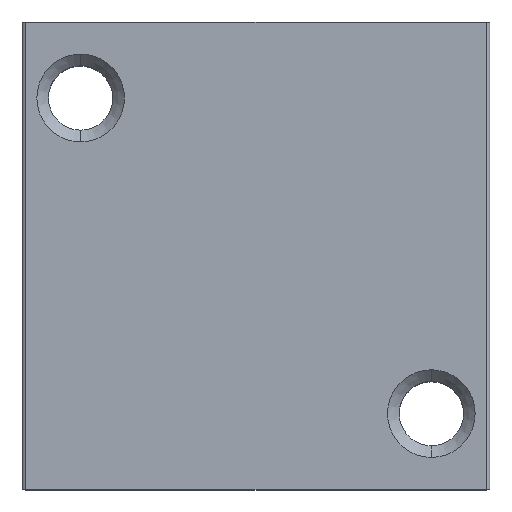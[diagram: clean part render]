
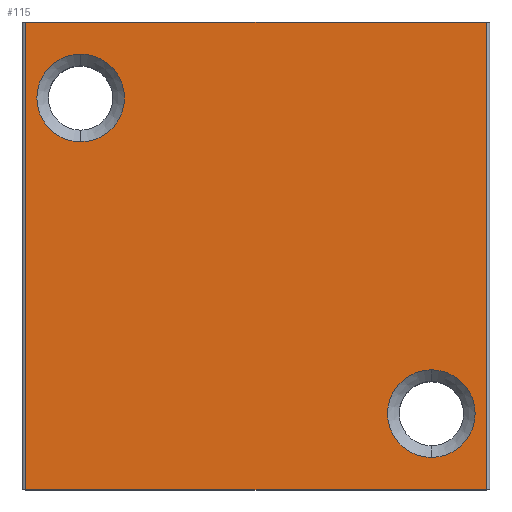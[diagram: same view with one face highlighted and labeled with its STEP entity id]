
A CAD part, top view. The second image highlights one B-rep face of the part: STEP entity #115.
In plain terms, the highlighted planar face has unit normal (0, 0, 1).
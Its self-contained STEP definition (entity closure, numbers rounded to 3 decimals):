
#115=ADVANCED_FACE('',(#239,#240,#241),#242,.T.);
#239=FACE_OUTER_BOUND('',#368,.T.);
#240=FACE_BOUND('',#369,.T.);
#241=FACE_BOUND('',#370,.T.);
#242=PLANE('',#371);
#368=EDGE_LOOP('',(#663,#664,#665,#666));
#369=EDGE_LOOP('',(#667,#668,#669));
#370=EDGE_LOOP('',(#670,#671,#672));
#371=AXIS2_PLACEMENT_3D('',#673,#674,#675);
#663=ORIENTED_EDGE('',*,*,#841,.T.);
#664=ORIENTED_EDGE('',*,*,#823,.T.);
#665=ORIENTED_EDGE('',*,*,#924,.T.);
#666=ORIENTED_EDGE('',*,*,#925,.T.);
#667=ORIENTED_EDGE('',*,*,#926,.T.);
#668=ORIENTED_EDGE('',*,*,#927,.T.);
#669=ORIENTED_EDGE('',*,*,#928,.T.);
#670=ORIENTED_EDGE('',*,*,#929,.T.);
#671=ORIENTED_EDGE('',*,*,#912,.T.);
#672=ORIENTED_EDGE('',*,*,#930,.T.);
#673=CARTESIAN_POINT('',(0.0,0.0,20.0));
#674=DIRECTION('',(0.0,0.0,1.0));
#675=DIRECTION('',(1.0,-0.0,0.0));
#823=EDGE_CURVE('',#991,#999,#1001,.T.);
#841=EDGE_CURVE('',#1032,#991,#1033,.T.);
#912=EDGE_CURVE('',#1137,#1135,#1138,.T.);
#924=EDGE_CURVE('',#999,#1152,#1153,.T.);
#925=EDGE_CURVE('',#1152,#1032,#1154,.T.);
#926=EDGE_CURVE('',#1155,#1156,#1157,.T.);
#927=EDGE_CURVE('',#1156,#1158,#1159,.T.);
#928=EDGE_CURVE('',#1158,#1155,#1160,.T.);
#929=EDGE_CURVE('',#1161,#1137,#1162,.T.);
#930=EDGE_CURVE('',#1135,#1161,#1163,.T.);
#991=VERTEX_POINT('',#1231);
#999=VERTEX_POINT('',#1241);
#1001=LINE('',#1243,#1244);
#1032=VERTEX_POINT('',#1279);
#1033=LINE('',#1280,#1281);
#1135=VERTEX_POINT('',#1403);
#1137=VERTEX_POINT('',#1406);
#1138=CIRCLE('',#1407,3.75);
#1152=VERTEX_POINT('',#1423);
#1153=LINE('',#1424,#1425);
#1154=LINE('',#1426,#1427);
#1155=VERTEX_POINT('',#1428);
#1156=VERTEX_POINT('',#1429);
#1157=CIRCLE('',#1430,3.75);
#1158=VERTEX_POINT('',#1431);
#1159=CIRCLE('',#1432,3.75);
#1160=CIRCLE('',#1433,3.75);
#1161=VERTEX_POINT('',#1434);
#1162=CIRCLE('',#1435,3.75);
#1163=CIRCLE('',#1436,3.75);
#1231=CARTESIAN_POINT('',(-19.7,-20.0,20.0));
#1241=CARTESIAN_POINT('',(19.7,-20.0,20.0));
#1243=CARTESIAN_POINT('',(-19.7,-20.0,20.0));
#1244=VECTOR('',#1514,39.4);
#1279=CARTESIAN_POINT('',(-19.7,20.0,20.0));
#1280=CARTESIAN_POINT('',(-19.7,20.0,20.0));
#1281=VECTOR('',#1549,40.0);
#1403=CARTESIAN_POINT('',(15.0,-17.25,20.0));
#1406=CARTESIAN_POINT('',(15.0,-9.75,20.0));
#1407=AXIS2_PLACEMENT_3D('',#1670,#1671,#1672);
#1423=CARTESIAN_POINT('',(19.7,20.0,20.0));
#1424=CARTESIAN_POINT('',(19.7,-20.0,20.0));
#1425=VECTOR('',#1690,40.0);
#1426=CARTESIAN_POINT('',(19.7,20.0,20.0));
#1427=VECTOR('',#1691,39.4);
#1428=CARTESIAN_POINT('',(-18.75,13.5,20.0));
#1429=CARTESIAN_POINT('',(-15.0,17.25,20.0));
#1430=AXIS2_PLACEMENT_3D('',#1692,#1693,#1694);
#1431=CARTESIAN_POINT('',(-15.0,9.75,20.0));
#1432=AXIS2_PLACEMENT_3D('',#1695,#1696,#1697);
#1433=AXIS2_PLACEMENT_3D('',#1698,#1699,#1700);
#1434=CARTESIAN_POINT('',(11.25,-13.5,20.0));
#1435=AXIS2_PLACEMENT_3D('',#1701,#1702,#1703);
#1436=AXIS2_PLACEMENT_3D('',#1704,#1705,#1706);
#1514=DIRECTION('',(1.0,0.0,0.0));
#1549=DIRECTION('',(0.0,-1.0,0.0));
#1670=CARTESIAN_POINT('',(15.0,-13.5,20.0));
#1671=DIRECTION('',(0.0,0.0,-1.0));
#1672=DIRECTION('',(0.0,-1.0,0.0));
#1690=DIRECTION('',(0.0,1.0,0.0));
#1691=DIRECTION('',(-1.0,0.0,0.0));
#1692=CARTESIAN_POINT('',(-15.0,13.5,20.0));
#1693=DIRECTION('',(0.0,0.0,-1.0));
#1694=DIRECTION('',(0.0,-1.0,0.0));
#1695=CARTESIAN_POINT('',(-15.0,13.5,20.0));
#1696=DIRECTION('',(0.0,0.0,-1.0));
#1697=DIRECTION('',(0.0,-1.0,0.0));
#1698=CARTESIAN_POINT('',(-15.0,13.5,20.0));
#1699=DIRECTION('',(0.0,0.0,-1.0));
#1700=DIRECTION('',(0.0,-1.0,0.0));
#1701=CARTESIAN_POINT('',(15.0,-13.5,20.0));
#1702=DIRECTION('',(0.0,0.0,-1.0));
#1703=DIRECTION('',(0.0,-1.0,0.0));
#1704=CARTESIAN_POINT('',(15.0,-13.5,20.0));
#1705=DIRECTION('',(0.0,0.0,-1.0));
#1706=DIRECTION('',(0.0,-1.0,0.0));
